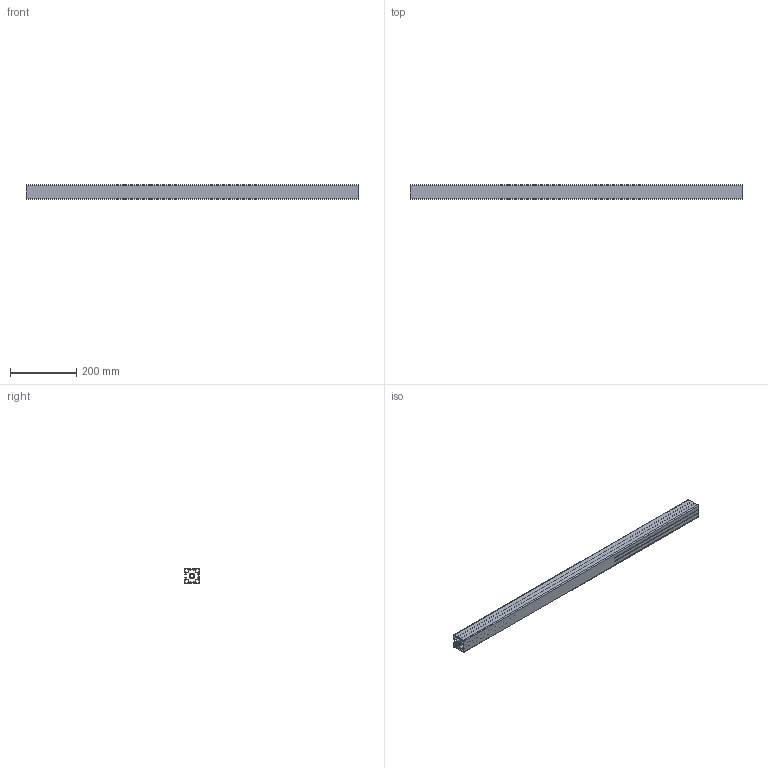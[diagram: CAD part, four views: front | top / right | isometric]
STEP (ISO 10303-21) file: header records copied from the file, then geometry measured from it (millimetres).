
FILE_DESCRIPTION(('STEP AP214'),'1');
FILE_NAME('cctmp_F0D939D2-CCB1-4F75-AB6C-3198110A6396_2020_1_20_8_34_17_989..stp','2020-01-20T07:34:18',('Bosch Rexroth AG'),('CADClick - www.CADClick.com'),'Spatial InterOp 3D',' ','unknown authorization - (Healing Option Enabled)');
FILE_SCHEMA(('AUTOMOTIVE_DESIGN'));
Length unit declared in the file: millimetre
Products named in the file (1): 2020_01_20__08-34-17-989
Bounding box: 1000 x 45 x 45 mm (x, y, z)
Volume: 646576.8 mm3; surface area: 675805.2 mm2
Topology: 1 solids, 1 shells, 122 faces, 360 edges, 240 vertices
Faces by surface type: plane 94, cylinder 28
Entity records: 5072 total; most frequent: CARTESIAN_POINT 723, ORIENTED_EDGE 720, DIRECTION 662, EDGE_CURVE 360, LINE 304, VECTOR 304, VERTEX_POINT 240, AXIS2_PLACEMENT_3D 179
